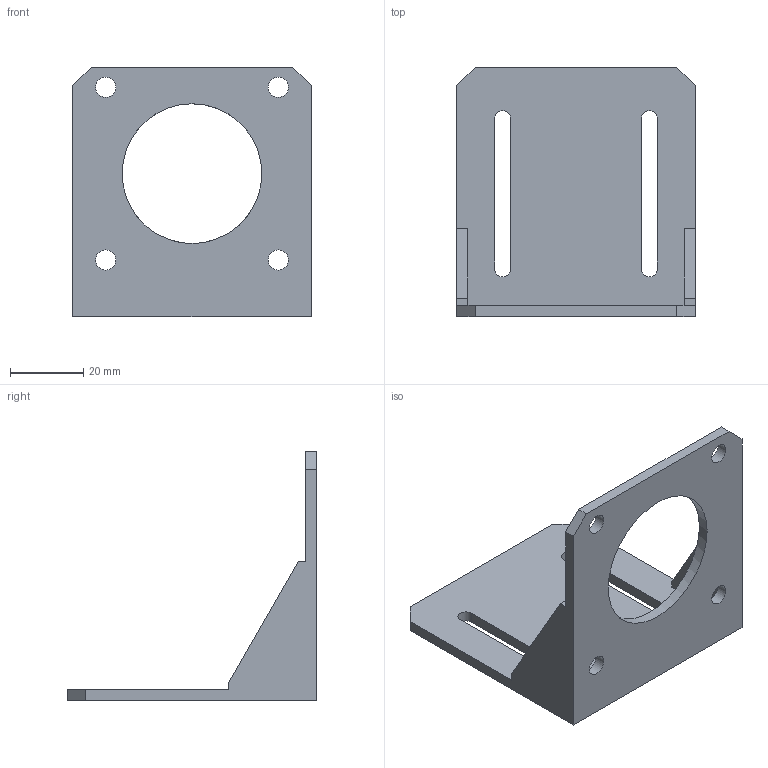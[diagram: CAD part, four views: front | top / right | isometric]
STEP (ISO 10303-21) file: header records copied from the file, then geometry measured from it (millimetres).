
FILE_DESCRIPTION(/* description */ (''),/* implementation_level */ '2;1');
FILE_NAME(/* name */ 'NEMA23 bracket.step',/* time_stamp */ '2020-04-14T17:18:42+01:00',/* author */ (''),/* organization */ (''),/* preprocessor_version */ 'ST-DEVELOPER v18.1',/* originating_system */ 'Autodesk Translation Framework v9.2.0.1227',/* authorisation */ '');
FILE_SCHEMA (('AUTOMOTIVE_DESIGN { 1 0 10303 214 3 1 1 }'));
Length unit declared in the file: millimetre
Products named in the file (2): NEMA23 bracket; NEMA23 bracket_1
Assembly tree (1 placements, depth 2):
  NEMA23 bracket
    NEMA23 bracket_1
Bounding box: 65 x 68 x 68 mm (x, y, z)
Volume: 23463.7 mm3; surface area: 17851.3 mm2
Topology: 1 solids, 1 shells, 33 faces, 94 edges, 63 vertices
Faces by surface type: plane 24, cylinder 9
Full cylindrical faces by diameter (mm): 5.5 x4, 38.1 x1
Entity records: 1163 total; most frequent: CARTESIAN_POINT 193, ORIENTED_EDGE 188, DIRECTION 185, EDGE_CURVE 94, LINE 75, VECTOR 75, VERTEX_POINT 63, AXIS2_PLACEMENT_3D 55
